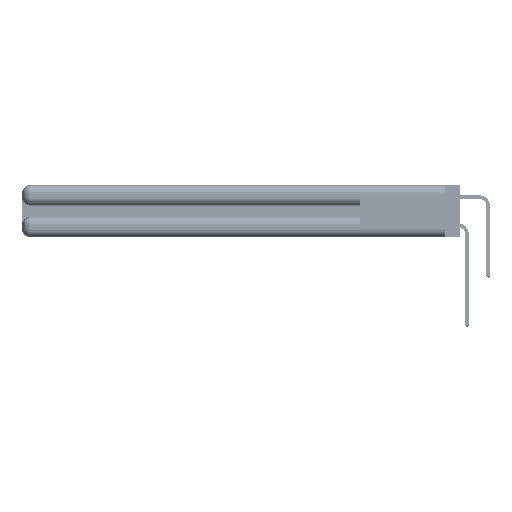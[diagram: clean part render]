
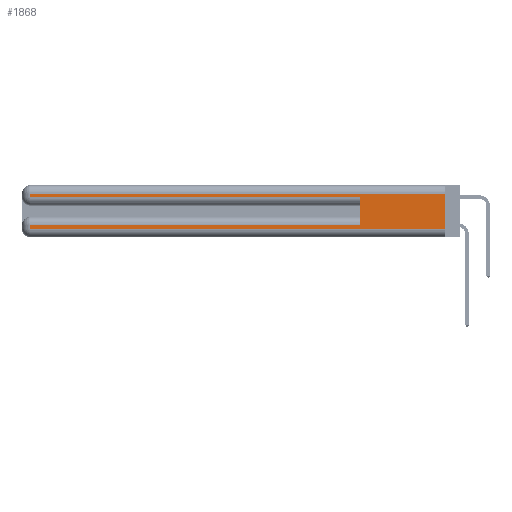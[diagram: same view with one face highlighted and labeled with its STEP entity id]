
A CAD part, left-side view. The second image highlights one B-rep face of the part: STEP entity #1868.
In plain terms, the highlighted planar face has unit normal (-1, 0, 0).
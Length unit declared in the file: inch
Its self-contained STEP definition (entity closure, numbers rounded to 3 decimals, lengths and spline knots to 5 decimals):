
#703 = DIRECTION ( 'NONE',  ( 0., 0., 1. ) ) ;
#1029 = LINE ( 'NONE', #19493, #43951 ) ;
#1609 = EDGE_CURVE ( 'NONE', #5913, #16210, #48412, .T. ) ;
#1656 = FACE_OUTER_BOUND ( 'NONE', #23650, .T. ) ;
#1868 = ADVANCED_FACE ( 'NONE', ( #1656 ), #10798, .F. ) ;
#1908 = CARTESIAN_POINT ( 'NONE',  ( 0., 0., 0.06 ) ) ;
#2967 = CARTESIAN_POINT ( 'NONE',  ( 0., 0., 0.06 ) ) ;
#3279 = VECTOR ( 'NONE', #23264, 39.37008 ) ;
#3361 = VERTEX_POINT ( 'NONE', #31739 ) ;
#5036 = EDGE_CURVE ( 'NONE', #46551, #16210, #34802, .T. ) ;
#5269 = CARTESIAN_POINT ( 'NONE',  ( 0., 0.6, 0.145 ) ) ;
#5898 = CARTESIAN_POINT ( 'NONE',  ( 0., 0., 0.31 ) ) ;
#5913 = VERTEX_POINT ( 'NONE', #34317 ) ;
#6210 = DIRECTION ( 'NONE',  ( 1., 0., 0. ) ) ;
#6331 = ORIENTED_EDGE ( 'NONE', *, *, #31647, .T. ) ;
#7920 = DIRECTION ( 'NONE',  ( 0., 0., -1. ) ) ;
#10293 = DIRECTION ( 'NONE',  ( 0., 0., -1. ) ) ;
#10798 = PLANE ( 'NONE',  #48827 ) ;
#13939 = CARTESIAN_POINT ( 'NONE',  ( 0., 0., 0.31 ) ) ;
#14672 = CARTESIAN_POINT ( 'NONE',  ( 0., 2.94, 0.37 ) ) ;
#15228 = VERTEX_POINT ( 'NONE', #22786 ) ;
#16210 = VERTEX_POINT ( 'NONE', #1908 ) ;
#17233 = DIRECTION ( 'NONE',  ( 0., 1., 0. ) ) ;
#19130 = VECTOR ( 'NONE', #703, 39.37008 ) ;
#19220 = DIRECTION ( 'NONE',  ( 0., 0., -1. ) ) ;
#19389 = CARTESIAN_POINT ( 'NONE',  ( 0., 0., 0.37 ) ) ;
#19493 = CARTESIAN_POINT ( 'NONE',  ( 0., 0., 0.085 ) ) ;
#22579 = VECTOR ( 'NONE', #7920, 39.37008 ) ;
#22786 = CARTESIAN_POINT ( 'NONE',  ( 0., 0.6, 0.285 ) ) ;
#23264 = DIRECTION ( 'NONE',  ( 0., 0., -1. ) ) ;
#23548 = DIRECTION ( 'NONE',  ( 0., 1., 0. ) ) ;
#23650 = EDGE_LOOP ( 'NONE', ( #48227, #6331, #32842, #44779, #35041, #34158, #49863, #51132 ) ) ;
#26687 = EDGE_CURVE ( 'NONE', #47517, #5913, #50419, .T. ) ;
#27247 = EDGE_CURVE ( 'NONE', #3361, #47517, #1029, .T. ) ;
#27736 = CARTESIAN_POINT ( 'NONE',  ( 0., 0., 0.285 ) ) ;
#27745 = VECTOR ( 'NONE', #17233, 39.37008 ) ;
#28361 = CARTESIAN_POINT ( 'NONE',  ( 0., 2.94, 0.37 ) ) ;
#29559 = LINE ( 'NONE', #27736, #29618 ) ;
#29618 = VECTOR ( 'NONE', #40069, 39.37008 ) ;
#30147 = VECTOR ( 'NONE', #19220, 39.37008 ) ;
#30382 = CARTESIAN_POINT ( 'NONE',  ( 0., 0., 0.37 ) ) ;
#31647 = EDGE_CURVE ( 'NONE', #46551, #44524, #48617, .T. ) ;
#31739 = CARTESIAN_POINT ( 'NONE',  ( 0., 0.6, 0.085 ) ) ;
#32842 = ORIENTED_EDGE ( 'NONE', *, *, #50004, .T. ) ;
#33357 = LINE ( 'NONE', #28361, #22579 ) ;
#34158 = ORIENTED_EDGE ( 'NONE', *, *, #27247, .T. ) ;
#34317 = CARTESIAN_POINT ( 'NONE',  ( 0., 2.94, 0.06 ) ) ;
#34802 = LINE ( 'NONE', #19389, #3279 ) ;
#35041 = ORIENTED_EDGE ( 'NONE', *, *, #37024, .F. ) ;
#35855 = CARTESIAN_POINT ( 'NONE',  ( 0., 2.94, 0.085 ) ) ;
#37024 = EDGE_CURVE ( 'NONE', #3361, #15228, #38086, .T. ) ;
#37103 = CARTESIAN_POINT ( 'NONE',  ( 0., 2.94, 0.285 ) ) ;
#38086 = LINE ( 'NONE', #5269, #19130 ) ;
#39480 = DIRECTION ( 'NONE',  ( 0., -1., 0. ) ) ;
#40069 = DIRECTION ( 'NONE',  ( 0., -1., 0. ) ) ;
#43951 = VECTOR ( 'NONE', #23548, 39.37008 ) ;
#43979 = VECTOR ( 'NONE', #39480, 39.37008 ) ;
#44524 = VERTEX_POINT ( 'NONE', #50166 ) ;
#44779 = ORIENTED_EDGE ( 'NONE', *, *, #49093, .T. ) ;
#46551 = VERTEX_POINT ( 'NONE', #13939 ) ;
#47517 = VERTEX_POINT ( 'NONE', #35855 ) ;
#47700 = VERTEX_POINT ( 'NONE', #37103 ) ;
#48227 = ORIENTED_EDGE ( 'NONE', *, *, #5036, .F. ) ;
#48412 = LINE ( 'NONE', #2967, #43979 ) ;
#48617 = LINE ( 'NONE', #5898, #27745 ) ;
#48827 = AXIS2_PLACEMENT_3D ( 'NONE', #30382, #6210, #10293 ) ;
#49093 = EDGE_CURVE ( 'NONE', #47700, #15228, #29559, .T. ) ;
#49863 = ORIENTED_EDGE ( 'NONE', *, *, #26687, .T. ) ;
#50004 = EDGE_CURVE ( 'NONE', #44524, #47700, #33357, .T. ) ;
#50166 = CARTESIAN_POINT ( 'NONE',  ( 0., 2.94, 0.31 ) ) ;
#50419 = LINE ( 'NONE', #14672, #30147 ) ;
#51132 = ORIENTED_EDGE ( 'NONE', *, *, #1609, .T. ) ;
